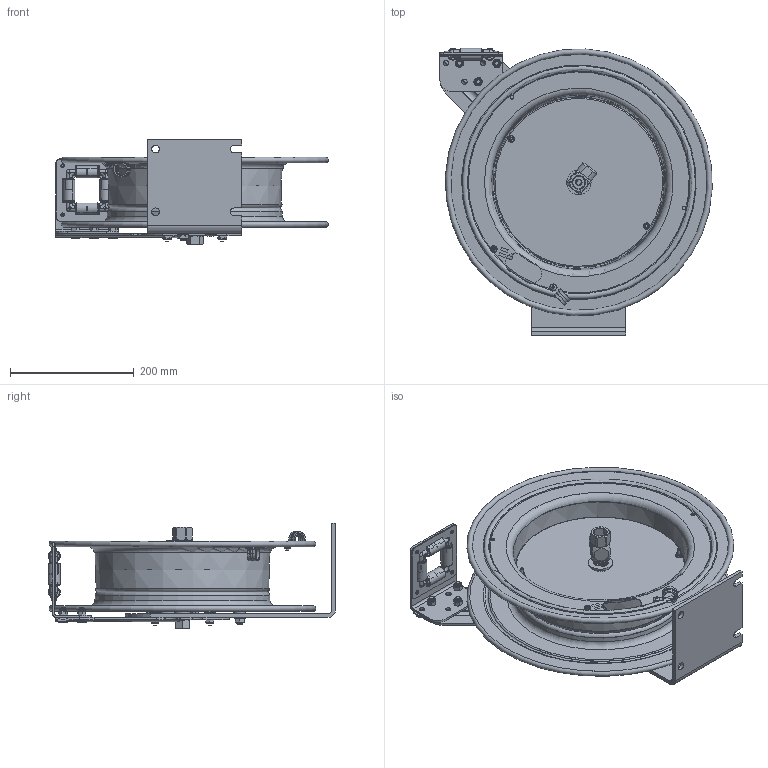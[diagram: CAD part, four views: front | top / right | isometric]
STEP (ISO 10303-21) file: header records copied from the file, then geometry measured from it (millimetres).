
FILE_DESCRIPTION(/* description */ (''),/* implementation_level */ '2;1');
FILE_NAME(/* name */ 'P-LPL-430_SHARED.stp',/* time_stamp */ '2020-01-17T09:37:06-07:00',/* author */ ('NMelton'),/* organization */ (''),/* preprocessor_version */ 'ST-DEVELOPER v17',/* originating_system */ 'Autodesk Inventor 2019',/* authorisation */ '');
FILE_SCHEMA (('AUTOMOTIVE_DESIGN { 1 0 10303 214 3 1 1 }'));
Products named in the file (1): P-LPL-430_SHARED
Bounding box: 440.39 x 464.36 x 170.69 mm (x, y, z)
Surface area: 1047212 mm2 (no closed solid volume)
Topology: 0 solids, 140 shells, 1880 faces, 8551 edges, 6591 vertices
Faces by surface type: plane 949, cylinder 412, bspline 276, cone 143, torus 65, sphere 35
Full cylindrical faces by diameter (mm): 2.159 x2, 2.54 x1, 3.048 x1, 4.699 x4, 4.826 x6, 5.588 x4, 6.35 x4, 7.112 x1, 7.938 x3, 8.636 x3, 8.731 x4, 10.414 x1, 11.43 x3, 12.192 x7, 12.548 x1, 12.7 x2, 15.875 x1, 19.05 x5, 20.574 x2, 25.362 x1, 28.575 x1, 31.623 x1, 35.052 x1, 39.624 x1
Entity records: 93255 total; most frequent: CARTESIAN_POINT 27313, ORIENTED_EDGE 12303, DIRECTION 11578, EDGE_CURVE 8510, VERTEX_POINT 6591, LINE 4808, VECTOR 4808, AXIS2_PLACEMENT_3D 3385
